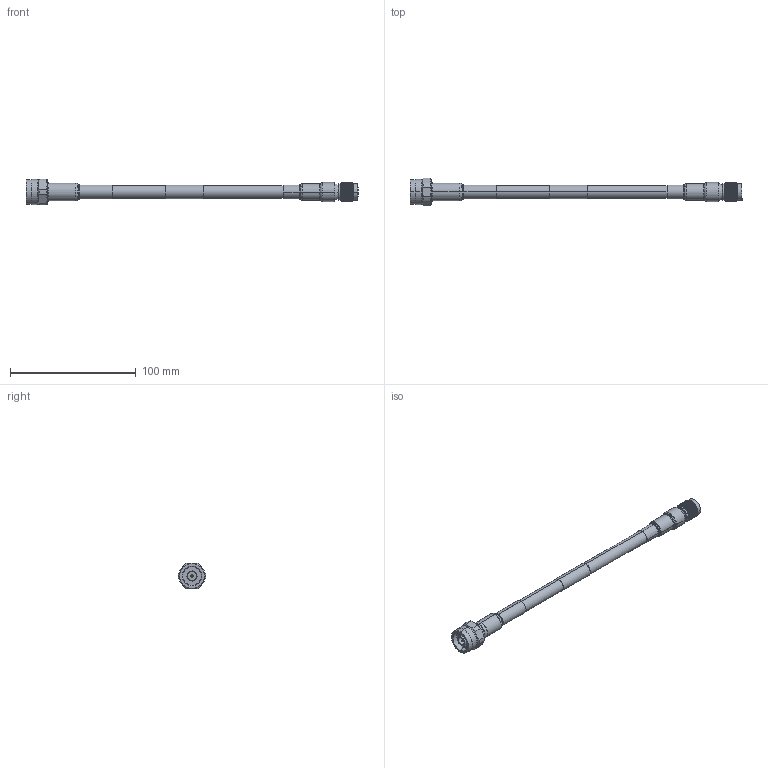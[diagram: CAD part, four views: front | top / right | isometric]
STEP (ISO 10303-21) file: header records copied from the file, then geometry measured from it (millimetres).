
FILE_DESCRIPTION (( 'STEP AP214' ), '1' );
FILE_NAME ('FMCA100245_3D.step', '2025-02-11T17:17:12', ( '' ), ( '' ), 'SwSTEP 2.0', 'SolidWorks 2022', '' );
FILE_SCHEMA (( 'AUTOMOTIVE_DESIGN' ));
Length unit declared in the file: inch
Products named in the file (7): PE44672^FMCA100245; Copy of TC-400-NMH-X_body^TC-400-NMH-X_FMCA100245; LMR-400-UF^FMCA100245_No Label; HEATSHRINK^FMCA100245; FMCA100245_3D; TC-400-NMH-X^FMCA100245; Copy of TC-400-NMH-X_ferrule^TC-400-NMH-X_FMCA100245
Assembly tree (6 placements, depth 3):
  FMCA100245_3D
    LMR-400-UF^FMCA100245_No Label
    PE44672^FMCA100245
    HEATSHRINK^FMCA100245
    TC-400-NMH-X^FMCA100245
      Copy of TC-400-NMH-X_body^TC-400-NMH-X_FMCA100245
      Copy of TC-400-NMH-X_ferrule^TC-400-NMH-X_FMCA100245
Bounding box: 264.23 x 22 x 20.57 mm (x, y, z)
Volume: 28915.7 mm3; surface area: 23598.5 mm2
Topology: 7 solids, 9 shells, 2853 faces, 6045 edges, 3231 vertices
Faces by surface type: bspline 2003, cylinder 643, cone 94, plane 85, torus 28
Entity records: 108193 total; most frequent: CARTESIAN_POINT 68437, ORIENTED_EDGE 12086, EDGE_CURVE 6043, VERTEX_POINT 3231, DIRECTION 3015, EDGE_LOOP 2886, ADVANCED_FACE 2853, FACE_OUTER_BOUND 2853
